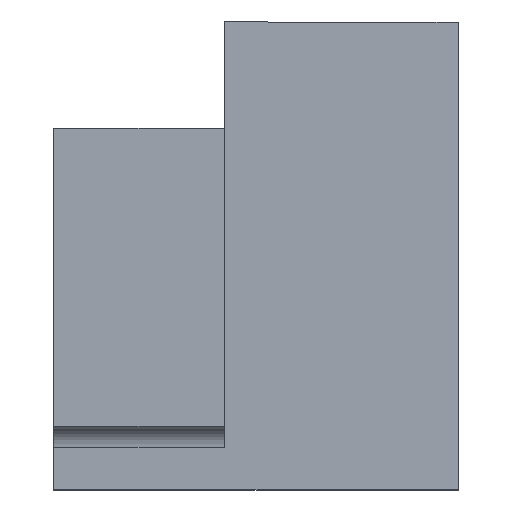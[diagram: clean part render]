
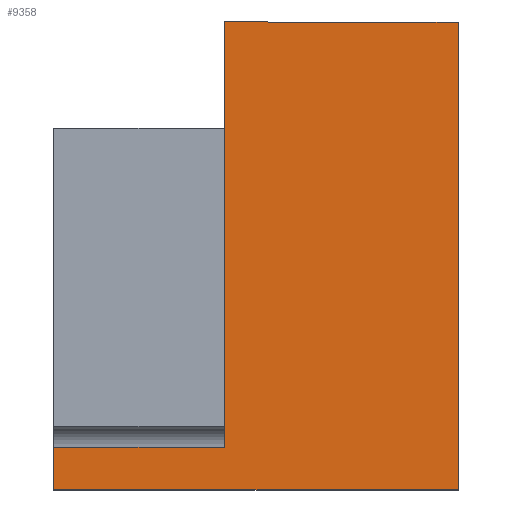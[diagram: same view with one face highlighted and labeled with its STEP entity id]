
A CAD part, left-side view. The second image highlights one B-rep face of the part: STEP entity #9358.
In plain terms, the highlighted planar face has unit normal (-1, 0, 0).
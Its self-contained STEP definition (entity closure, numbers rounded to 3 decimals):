
#9 = LINE ( 'NONE', #3116, #3402 ) ;
#83 = DIRECTION ( 'NONE',  ( 0., 1., 0. ) ) ;
#409 = VERTEX_POINT ( 'NONE', #811 ) ;
#423 = CARTESIAN_POINT ( 'NONE',  ( -23.5, 14., -9. ) ) ;
#582 = EDGE_CURVE ( 'NONE', #5166, #7614, #9097, .T. ) ;
#631 = ORIENTED_EDGE ( 'NONE', *, *, #4413, .F. ) ;
#791 = VECTOR ( 'NONE', #8265, 1000. ) ;
#811 = CARTESIAN_POINT ( 'NONE',  ( -23.5, 6., 11. ) ) ;
#852 = ORIENTED_EDGE ( 'NONE', *, *, #3304, .T. ) ;
#921 = PLANE ( 'NONE',  #3770 ) ;
#1714 = CARTESIAN_POINT ( 'NONE',  ( -23.5, -5., 11. ) ) ;
#1804 = CARTESIAN_POINT ( 'NONE',  ( -23.5, 14., -9. ) ) ;
#1821 = ORIENTED_EDGE ( 'NONE', *, *, #582, .F. ) ;
#2251 = EDGE_CURVE ( 'NONE', #5676, #6889, #9, .T. ) ;
#2721 = EDGE_CURVE ( 'NONE', #7614, #6889, #8312, .T. ) ;
#3116 = CARTESIAN_POINT ( 'NONE',  ( -23.5, 0., -9. ) ) ;
#3304 = EDGE_CURVE ( 'NONE', #5166, #8660, #9513, .T. ) ;
#3402 = VECTOR ( 'NONE', #4661, 1000. ) ;
#3770 = AXIS2_PLACEMENT_3D ( 'NONE', #9618, #5731, #4194 ) ;
#4194 = DIRECTION ( 'NONE',  ( 0., 0., -1. ) ) ;
#4413 = EDGE_CURVE ( 'NONE', #5676, #409, #7065, .T. ) ;
#4453 = ORIENTED_EDGE ( 'NONE', *, *, #2721, .F. ) ;
#4476 = CARTESIAN_POINT ( 'NONE',  ( -23.5, 0., 11. ) ) ;
#4661 = DIRECTION ( 'NONE',  ( 0., 1., 0. ) ) ;
#5166 = VERTEX_POINT ( 'NONE', #6958 ) ;
#5283 = ORIENTED_EDGE ( 'NONE', *, *, #5862, .T. ) ;
#5676 = VERTEX_POINT ( 'NONE', #8474 ) ;
#5731 = DIRECTION ( 'NONE',  ( 1., 0., 0. ) ) ;
#5862 = EDGE_CURVE ( 'NONE', #8660, #409, #9131, .T. ) ;
#6275 = DIRECTION ( 'NONE',  ( 0., 0., 1. ) ) ;
#6284 = DIRECTION ( 'NONE',  ( 0., 0., 1. ) ) ;
#6337 = VECTOR ( 'NONE', #83, 1000. ) ;
#6425 = ORIENTED_EDGE ( 'NONE', *, *, #2251, .T. ) ;
#6447 = FACE_OUTER_BOUND ( 'NONE', #7518, .T. ) ;
#6701 = VECTOR ( 'NONE', #8274, 1000. ) ;
#6889 = VERTEX_POINT ( 'NONE', #1804 ) ;
#6958 = CARTESIAN_POINT ( 'NONE',  ( -23.5, -5., -11. ) ) ;
#7065 = LINE ( 'NONE', #7936, #9779 ) ;
#7109 = CARTESIAN_POINT ( 'NONE',  ( -23.5, -5., -11. ) ) ;
#7518 = EDGE_LOOP ( 'NONE', ( #5283, #631, #6425, #4453, #1821, #852 ) ) ;
#7614 = VERTEX_POINT ( 'NONE', #9067 ) ;
#7936 = CARTESIAN_POINT ( 'NONE',  ( -23.5, 6., -9. ) ) ;
#8265 = DIRECTION ( 'NONE',  ( 0., 0., 1. ) ) ;
#8274 = DIRECTION ( 'NONE',  ( 0., 1., 0. ) ) ;
#8312 = LINE ( 'NONE', #423, #791 ) ;
#8474 = CARTESIAN_POINT ( 'NONE',  ( -23.5, 6., -9. ) ) ;
#8660 = VERTEX_POINT ( 'NONE', #1714 ) ;
#9067 = CARTESIAN_POINT ( 'NONE',  ( -23.5, 14., -11. ) ) ;
#9097 = LINE ( 'NONE', #9389, #6337 ) ;
#9131 = LINE ( 'NONE', #4476, #6701 ) ;
#9358 = ADVANCED_FACE ( 'NONE', ( #6447 ), #921, .F. ) ;
#9389 = CARTESIAN_POINT ( 'NONE',  ( -23.5, 0., -11. ) ) ;
#9513 = LINE ( 'NONE', #7109, #9956 ) ;
#9618 = CARTESIAN_POINT ( 'NONE',  ( -23.5, 6., -9. ) ) ;
#9779 = VECTOR ( 'NONE', #6284, 1000. ) ;
#9956 = VECTOR ( 'NONE', #6275, 1000. ) ;
